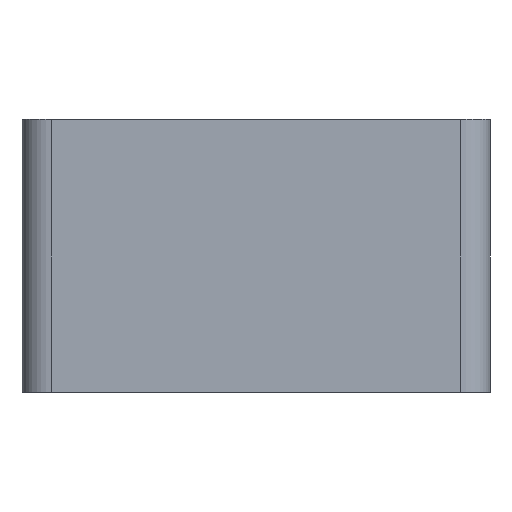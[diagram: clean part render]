
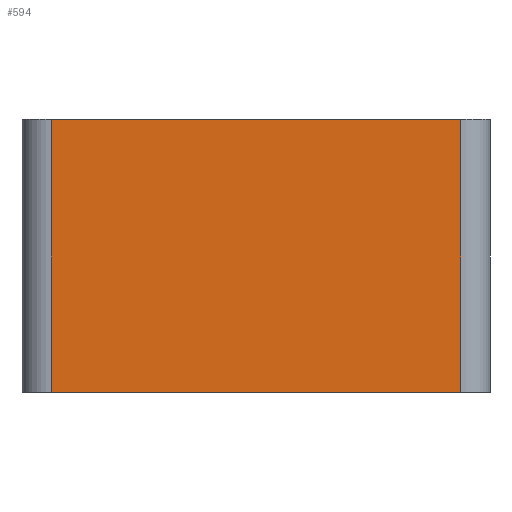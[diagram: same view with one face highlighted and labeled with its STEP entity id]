
A CAD part, front view. The second image highlights one B-rep face of the part: STEP entity #594.
In plain terms, the highlighted planar face has unit normal (0, -1, 0).
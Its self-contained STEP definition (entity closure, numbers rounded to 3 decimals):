
#594 = ADVANCED_FACE( '', ( #1202 ), #1203, .F. );
#1202 = FACE_OUTER_BOUND( '', #3133, .T. );
#1203 = PLANE( '', #3134 );
#3133 = EDGE_LOOP( '', ( #4605, #4606, #4607, #4608 ) );
#3134 = AXIS2_PLACEMENT_3D( '', #4609, #4610, #4611 );
#4605 = ORIENTED_EDGE( '', *, *, #5383, .T. );
#4606 = ORIENTED_EDGE( '', *, *, #5807, .T. );
#4607 = ORIENTED_EDGE( '', *, *, #5633, .F. );
#4608 = ORIENTED_EDGE( '', *, *, #5331, .T. );
#4609 = CARTESIAN_POINT( '', ( -2.4, -2.4, 2.8 ) );
#4610 = DIRECTION( '', ( 0., 1., 0. ) );
#4611 = DIRECTION( '', ( -1., 0., 0. ) );
#5331 = EDGE_CURVE( '', #6021, #6025, #6027, .T. );
#5383 = EDGE_CURVE( '', #6025, #6114, #6116, .T. );
#5633 = EDGE_CURVE( '', #6021, #6518, #6519, .T. );
#5807 = EDGE_CURVE( '', #6114, #6518, #6761, .F. );
#6021 = VERTEX_POINT( '', #7089 );
#6025 = VERTEX_POINT( '', #7094 );
#6027 = LINE( '', #7096, #7097 );
#6114 = VERTEX_POINT( '', #7215 );
#6116 = LINE( '', #7217, #7218 );
#6518 = VERTEX_POINT( '', #8055 );
#6519 = LINE( '', #8056, #8057 );
#6761 = LINE( '', #8689, #8690 );
#7089 = CARTESIAN_POINT( '', ( -2.1, -2.4, 2.8 ) );
#7094 = CARTESIAN_POINT( '', ( -2.1, -2.4, 0. ) );
#7096 = CARTESIAN_POINT( '', ( -2.1, -2.4, 2.8 ) );
#7097 = VECTOR( '', #9023, 1000. );
#7215 = CARTESIAN_POINT( '', ( 2.1, -2.4, 0. ) );
#7217 = CARTESIAN_POINT( '', ( -2.4, -2.4, 0. ) );
#7218 = VECTOR( '', #9085, 1000. );
#8055 = CARTESIAN_POINT( '', ( 2.1, -2.4, 2.8 ) );
#8056 = CARTESIAN_POINT( '', ( -2.4, -2.4, 2.8 ) );
#8057 = VECTOR( '', #9280, 1000. );
#8689 = CARTESIAN_POINT( '', ( 2.1, -2.4, 2.8 ) );
#8690 = VECTOR( '', #9369, 1000. );
#9023 = DIRECTION( '', ( 0., 0., -1. ) );
#9085 = DIRECTION( '', ( 1., 0., 0. ) );
#9280 = DIRECTION( '', ( 1., 0., 0. ) );
#9369 = DIRECTION( '', ( 0., 0., -1. ) );
